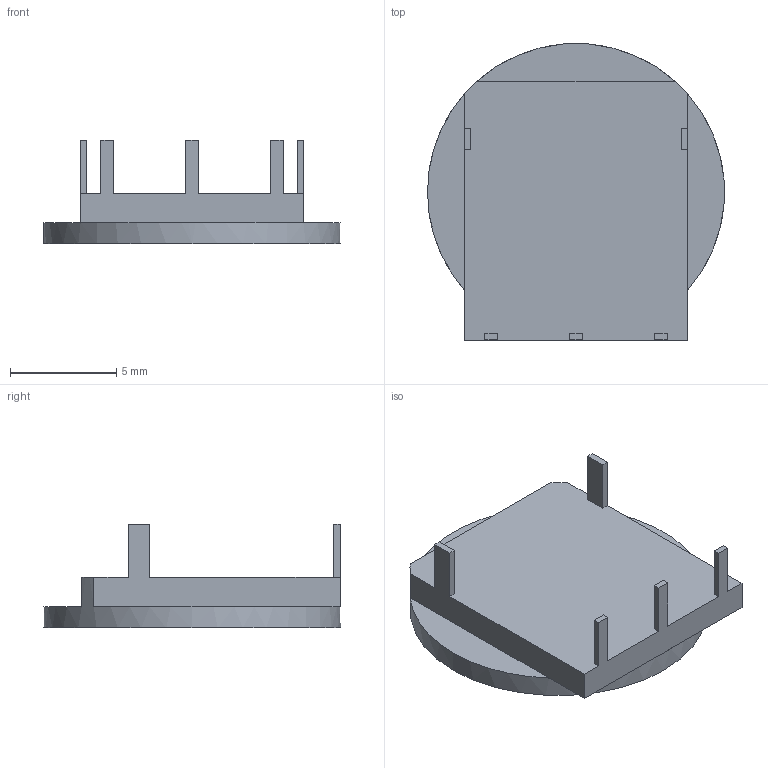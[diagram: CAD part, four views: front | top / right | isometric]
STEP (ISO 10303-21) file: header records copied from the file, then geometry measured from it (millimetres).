
FILE_DESCRIPTION(/* description */ (''),/* implementation_level */ '2;1');
FILE_NAME(/* name */ 'Thumbwheel Pot v1.step',/* time_stamp */ '2021-09-16T15:13:01-05:00',/* author */ (''),/* organization */ (''),/* preprocessor_version */ 'ST-DEVELOPER v18.1',/* originating_system */ 'Autodesk Translation Framework v10.6.0.1341',/* authorisation */ '');
FILE_SCHEMA (('AUTOMOTIVE_DESIGN { 1 0 10303 214 3 1 1 }'));
Length unit declared in the file: millimetre
Products named in the file (1): Thumbwheel Pot
Bounding box: 14 x 14 x 4.9 mm (x, y, z)
Volume: 335.4 mm3; surface area: 455.9 mm2
Topology: 1 solids, 1 shells, 33 faces, 89 edges, 58 vertices
Faces by surface type: plane 32, cylinder 1
Full cylindrical faces by diameter (mm): 14 x1
Entity records: 1054 total; most frequent: CARTESIAN_POINT 181, ORIENTED_EDGE 178, DIRECTION 167, EDGE_CURVE 89, LINE 79, VECTOR 79, VERTEX_POINT 58, AXIS2_PLACEMENT_3D 44
